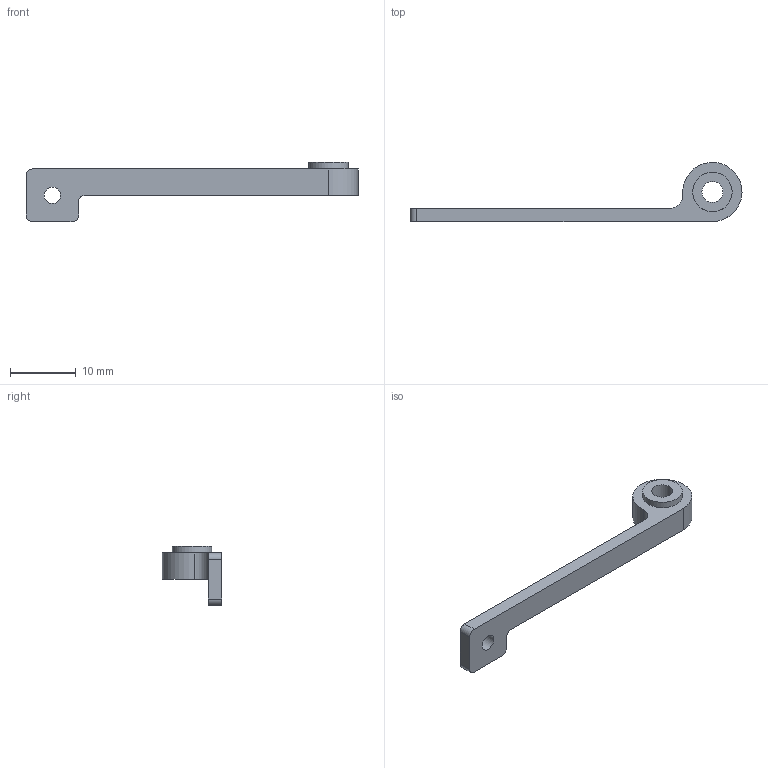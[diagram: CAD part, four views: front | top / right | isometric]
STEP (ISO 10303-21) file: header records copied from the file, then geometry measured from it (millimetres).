
FILE_DESCRIPTION(/* description */ (''),/* implementation_level */ '2;1');
FILE_NAME(/* name */ 'lever_L.stp',/* time_stamp */ '2023-04-23T14:41:19+09:00',/* author */ ('ak'),/* organization */ (''),/* preprocessor_version */ 'ST-DEVELOPER v19.2',/* originating_system */ 'Autodesk Inventor 2023',/* authorisation */ '');
FILE_SCHEMA (('AUTOMOTIVE_DESIGN { 1 0 10303 214 3 1 1 }'));
Length unit declared in the file: millimetre
Products named in the file (1): lever_MIR
Bounding box: 50.5 x 8.99 x 9 mm (x, y, z)
Volume: 648.5 mm3; surface area: 887.7 mm2
Topology: 1 solids, 1 shells, 17 faces, 42 edges, 28 vertices
Faces by surface type: cylinder 9, plane 8
Full cylindrical faces by diameter (mm): 2.5 x1, 3.2 x1, 6 x1
Entity records: 565 total; most frequent: DIRECTION 96, CARTESIAN_POINT 88, ORIENTED_EDGE 84, EDGE_CURVE 42, AXIS2_PLACEMENT_3D 36, VERTEX_POINT 28, LINE 24, VECTOR 24
